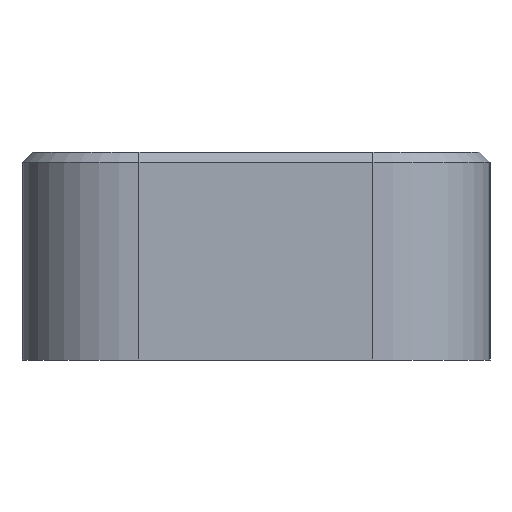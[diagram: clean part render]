
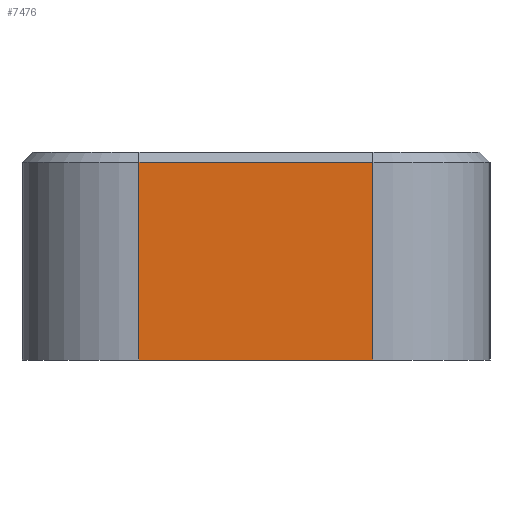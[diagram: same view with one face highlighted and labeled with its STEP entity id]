
A CAD part, left-side view. The second image highlights one B-rep face of the part: STEP entity #7476.
In plain terms, the highlighted planar face has unit normal (-1, 0, 0).
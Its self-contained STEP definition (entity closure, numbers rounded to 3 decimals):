
#564 = PLANE('',#565);
#565 = AXIS2_PLACEMENT_3D('',#566,#567,#568);
#566 = CARTESIAN_POINT('',(3.,0.,-0.4));
#567 = DIRECTION('',(0.,0.,1.));
#568 = DIRECTION('',(1.,0.,0.));
#592 = CYLINDRICAL_SURFACE('',#593,4.5);
#593 = AXIS2_PLACEMENT_3D('',#594,#595,#596);
#594 = CARTESIAN_POINT('',(-22.5,4.5,0.));
#595 = DIRECTION('',(-0.,-0.,-1.));
#596 = DIRECTION('',(1.,0.,0.));
#748 = VERTEX_POINT('',#749);
#749 = CARTESIAN_POINT('',(-27.,-4.5,-0.4));
#768 = CYLINDRICAL_SURFACE('',#769,4.5);
#769 = AXIS2_PLACEMENT_3D('',#770,#771,#772);
#770 = CARTESIAN_POINT('',(-22.5,-4.5,0.));
#771 = DIRECTION('',(-0.,-0.,-1.));
#772 = DIRECTION('',(1.,0.,0.));
#780 = EDGE_CURVE('',#781,#748,#783,.T.);
#781 = VERTEX_POINT('',#782);
#782 = CARTESIAN_POINT('',(-27.,4.5,-0.4));
#783 = SURFACE_CURVE('',#784,(#788,#795),.PCURVE_S1.);
#784 = LINE('',#785,#786);
#785 = CARTESIAN_POINT('',(-27.,4.5,-0.4));
#786 = VECTOR('',#787,1.);
#787 = DIRECTION('',(0.,-1.,0.));
#788 = PCURVE('',#564,#789);
#789 = DEFINITIONAL_REPRESENTATION('',(#790),#794);
#790 = LINE('',#791,#792);
#791 = CARTESIAN_POINT('',(-30.,4.5));
#792 = VECTOR('',#793,1.);
#793 = DIRECTION('',(0.,-1.));
#794 = ( GEOMETRIC_REPRESENTATION_CONTEXT(2) 
PARAMETRIC_REPRESENTATION_CONTEXT() REPRESENTATION_CONTEXT('2D SPACE',''
  ) );
#795 = PCURVE('',#796,#801);
#796 = PLANE('',#797);
#797 = AXIS2_PLACEMENT_3D('',#798,#799,#800);
#798 = CARTESIAN_POINT('',(-27.,0.,3.4));
#799 = DIRECTION('',(-1.,0.,0.));
#800 = DIRECTION('',(0.,-1.,0.));
#801 = DEFINITIONAL_REPRESENTATION('',(#802),#806);
#802 = LINE('',#803,#804);
#803 = CARTESIAN_POINT('',(-4.5,-3.8));
#804 = VECTOR('',#805,1.);
#805 = DIRECTION('',(1.,0.));
#806 = ( GEOMETRIC_REPRESENTATION_CONTEXT(2) 
PARAMETRIC_REPRESENTATION_CONTEXT() REPRESENTATION_CONTEXT('2D SPACE',''
  ) );
#1405 = VERTEX_POINT('',#1406);
#1406 = CARTESIAN_POINT('',(-27.,4.5,7.2));
#1422 = PLANE('',#1423);
#1423 = AXIS2_PLACEMENT_3D('',#1424,#1425,#1426);
#1424 = CARTESIAN_POINT('',(-26.8,-4.5,7.4));
#1425 = DIRECTION('',(-0.707,0.,0.707));
#1426 = DIRECTION('',(0.,-1.,0.));
#1619 = VERTEX_POINT('',#1620);
#1620 = CARTESIAN_POINT('',(-27.,-4.5,7.2));
#1641 = EDGE_CURVE('',#1619,#1405,#1642,.T.);
#1642 = SURFACE_CURVE('',#1643,(#1647,#1654),.PCURVE_S1.);
#1643 = LINE('',#1644,#1645);
#1644 = CARTESIAN_POINT('',(-27.,-4.5,7.2));
#1645 = VECTOR('',#1646,1.);
#1646 = DIRECTION('',(0.,1.,0.));
#1647 = PCURVE('',#1422,#1648);
#1648 = DEFINITIONAL_REPRESENTATION('',(#1649),#1653);
#1649 = LINE('',#1650,#1651);
#1650 = CARTESIAN_POINT('',(0.,-0.283));
#1651 = VECTOR('',#1652,1.);
#1652 = DIRECTION('',(-1.,-0.));
#1653 = ( GEOMETRIC_REPRESENTATION_CONTEXT(2) 
PARAMETRIC_REPRESENTATION_CONTEXT() REPRESENTATION_CONTEXT('2D SPACE',''
  ) );
#1654 = PCURVE('',#796,#1655);
#1655 = DEFINITIONAL_REPRESENTATION('',(#1656),#1660);
#1656 = LINE('',#1657,#1658);
#1657 = CARTESIAN_POINT('',(4.5,3.8));
#1658 = VECTOR('',#1659,1.);
#1659 = DIRECTION('',(-1.,-0.));
#1660 = ( GEOMETRIC_REPRESENTATION_CONTEXT(2) 
PARAMETRIC_REPRESENTATION_CONTEXT() REPRESENTATION_CONTEXT('2D SPACE',''
  ) );
#7476 = ADVANCED_FACE('',(#7477),#796,.T.);
#7477 = FACE_BOUND('',#7478,.T.);
#7478 = EDGE_LOOP('',(#7479,#7480,#7501,#7502));
#7479 = ORIENTED_EDGE('',*,*,#1641,.T.);
#7480 = ORIENTED_EDGE('',*,*,#7481,.F.);
#7481 = EDGE_CURVE('',#781,#1405,#7482,.T.);
#7482 = SURFACE_CURVE('',#7483,(#7487,#7494),.PCURVE_S1.);
#7483 = LINE('',#7484,#7485);
#7484 = CARTESIAN_POINT('',(-27.,4.5,4.6));
#7485 = VECTOR('',#7486,1.);
#7486 = DIRECTION('',(0.,0.,1.));
#7487 = PCURVE('',#796,#7488);
#7488 = DEFINITIONAL_REPRESENTATION('',(#7489),#7493);
#7489 = LINE('',#7490,#7491);
#7490 = CARTESIAN_POINT('',(-4.5,1.2));
#7491 = VECTOR('',#7492,1.);
#7492 = DIRECTION('',(0.,1.));
#7493 = ( GEOMETRIC_REPRESENTATION_CONTEXT(2) 
PARAMETRIC_REPRESENTATION_CONTEXT() REPRESENTATION_CONTEXT('2D SPACE',''
  ) );
#7494 = PCURVE('',#592,#7495);
#7495 = DEFINITIONAL_REPRESENTATION('',(#7496),#7500);
#7496 = LINE('',#7497,#7498);
#7497 = CARTESIAN_POINT('',(-3.142,-4.6));
#7498 = VECTOR('',#7499,1.);
#7499 = DIRECTION('',(-0.,-1.));
#7500 = ( GEOMETRIC_REPRESENTATION_CONTEXT(2) 
PARAMETRIC_REPRESENTATION_CONTEXT() REPRESENTATION_CONTEXT('2D SPACE',''
  ) );
#7501 = ORIENTED_EDGE('',*,*,#780,.T.);
#7502 = ORIENTED_EDGE('',*,*,#7503,.F.);
#7503 = EDGE_CURVE('',#1619,#748,#7504,.T.);
#7504 = SURFACE_CURVE('',#7505,(#7509,#7516),.PCURVE_S1.);
#7505 = LINE('',#7506,#7507);
#7506 = CARTESIAN_POINT('',(-27.,-4.5,0.4));
#7507 = VECTOR('',#7508,1.);
#7508 = DIRECTION('',(0.,0.,-1.));
#7509 = PCURVE('',#796,#7510);
#7510 = DEFINITIONAL_REPRESENTATION('',(#7511),#7515);
#7511 = LINE('',#7512,#7513);
#7512 = CARTESIAN_POINT('',(4.5,-3.));
#7513 = VECTOR('',#7514,1.);
#7514 = DIRECTION('',(0.,-1.));
#7515 = ( GEOMETRIC_REPRESENTATION_CONTEXT(2) 
PARAMETRIC_REPRESENTATION_CONTEXT() REPRESENTATION_CONTEXT('2D SPACE',''
  ) );
#7516 = PCURVE('',#768,#7517);
#7517 = DEFINITIONAL_REPRESENTATION('',(#7518),#7522);
#7518 = LINE('',#7519,#7520);
#7519 = CARTESIAN_POINT('',(-3.142,-0.4));
#7520 = VECTOR('',#7521,1.);
#7521 = DIRECTION('',(-0.,1.));
#7522 = ( GEOMETRIC_REPRESENTATION_CONTEXT(2) 
PARAMETRIC_REPRESENTATION_CONTEXT() REPRESENTATION_CONTEXT('2D SPACE',''
  ) );
